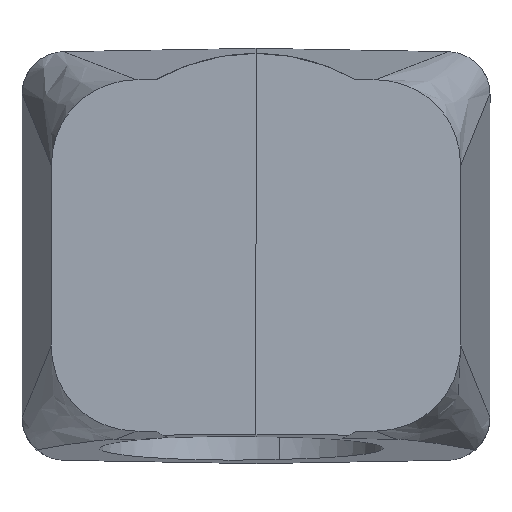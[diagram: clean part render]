
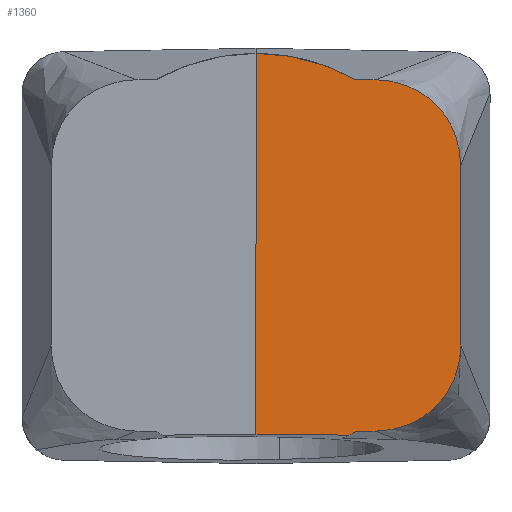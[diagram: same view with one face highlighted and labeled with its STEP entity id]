
A CAD part, top view. The second image highlights one B-rep face of the part: STEP entity #1360.
In plain terms, the highlighted planar face has unit normal (0.018, 0, 1).
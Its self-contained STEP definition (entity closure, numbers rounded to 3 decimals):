
#1149=FACE_OUTER_BOUND('',#1718,.T.);
#1308=ELLIPSE('',#5156,19.003,19.);
#1309=ELLIPSE('',#5158,19.003,19.);
#1360=ADVANCED_FACE('',(#1149),#1526,.F.);
#1526=PLANE('',#5162);
#1718=EDGE_LOOP('',(#2074,#2075,#2076,#2077,#2078,#2079,#2080,#2081,#2082));
#2074=ORIENTED_EDGE('',*,*,#3187,.T.);
#2075=ORIENTED_EDGE('',*,*,#3256,.T.);
#2076=ORIENTED_EDGE('',*,*,#3240,.F.);
#2077=ORIENTED_EDGE('',*,*,#3258,.T.);
#2078=ORIENTED_EDGE('',*,*,#3251,.T.);
#2079=ORIENTED_EDGE('',*,*,#3257,.T.);
#2080=ORIENTED_EDGE('',*,*,#3242,.T.);
#2081=ORIENTED_EDGE('',*,*,#3255,.T.);
#2082=ORIENTED_EDGE('',*,*,#3259,.F.);
#2880=VERTEX_POINT('',#6661);
#2881=VERTEX_POINT('',#6663);
#2924=VERTEX_POINT('',#6777);
#2925=VERTEX_POINT('',#6788);
#2926=VERTEX_POINT('',#6792);
#2928=VERTEX_POINT('',#6795);
#2930=VERTEX_POINT('',#6827);
#2931=VERTEX_POINT('',#6829);
#2933=VERTEX_POINT('',#6844);
#3187=EDGE_CURVE('',#2881,#2880,#4045,.T.);
#3240=EDGE_CURVE('',#2925,#2924,#4072,.T.);
#3242=EDGE_CURVE('',#2928,#2926,#4073,.T.);
#3251=EDGE_CURVE('',#2931,#2930,#4080,.T.);
#3255=EDGE_CURVE('',#2926,#2933,#1308,.T.);
#3256=EDGE_CURVE('',#2880,#2924,#1309,.T.);
#3257=EDGE_CURVE('',#2930,#2928,#3573,.T.);
#3258=EDGE_CURVE('',#2925,#2931,#3574,.T.);
#3259=EDGE_CURVE('',#2881,#2933,#4081,.T.);
#3573=B_SPLINE_CURVE_WITH_KNOTS('',3,(#6849,#6850,#6851,#6852,#6853,#6854,
#6855,#6856,#6857,#6858),.UNSPECIFIED.,.F.,.F.,(4,2,2,2,4),(0.,0.25,0.5,
0.75,1.),.UNSPECIFIED.);
#3574=B_SPLINE_CURVE_WITH_KNOTS('',3,(#6889,#6890,#6891,#6892,#6893,#6894,
#6895,#6896,#6897,#6898),.UNSPECIFIED.,.F.,.F.,(4,2,2,2,4),(0.,0.25,0.5,
0.75,1.),.UNSPECIFIED.);
#4045=LINE('',#6662,#4455);
#4072=LINE('',#6789,#4482);
#4073=LINE('',#6794,#4483);
#4080=LINE('',#6828,#4490);
#4081=LINE('',#6931,#4491);
#4455=VECTOR('',#5549,1.);
#4482=VECTOR('',#5638,1.);
#4483=VECTOR('',#5643,1.);
#4490=VECTOR('',#5658,1.);
#4491=VECTOR('',#5677,1.);
#5156=AXIS2_PLACEMENT_3D('',#6845,#5665,#5666);
#5158=AXIS2_PLACEMENT_3D('',#6847,#5669,#5670);
#5162=AXIS2_PLACEMENT_3D('',#6932,#5678,#5679);
#5549=DIRECTION('',(1.,-0.002,-0.017));
#5638=DIRECTION('',(-1.,-0.014,0.017));
#5643=DIRECTION('',(-1.,0.014,0.017));
#5658=DIRECTION('',(0.,1.,0.));
#5665=DIRECTION('',(0.017,0.,1.));
#5666=DIRECTION('',(1.,0.,-0.017));
#5669=DIRECTION('',(0.017,0.,1.));
#5670=DIRECTION('',(1.,0.,-0.017));
#5677=DIRECTION('',(0.,1.,0.));
#5678=DIRECTION('',(-0.017,0.,-1.));
#5679=DIRECTION('',(0.,1.,0.));
#6661=CARTESIAN_POINT('',(8.721,-16.88,40.848));
#6662=CARTESIAN_POINT('',(0.,-16.867,41.));
#6663=CARTESIAN_POINT('',(0.,-16.867,41.));
#6777=CARTESIAN_POINT('',(9.342,-16.544,40.837));
#6788=CARTESIAN_POINT('',(11.191,-16.518,40.805));
#6789=CARTESIAN_POINT('',(0.,-16.679,41.));
#6792=CARTESIAN_POINT('',(9.342,16.544,40.837));
#6794=CARTESIAN_POINT('',(21.632,16.368,40.622));
#6795=CARTESIAN_POINT('',(11.191,16.518,40.805));
#6827=CARTESIAN_POINT('',(19.238,8.416,40.664));
#6828=CARTESIAN_POINT('',(19.238,-16.679,40.664));
#6829=CARTESIAN_POINT('',(19.238,-8.416,40.664));
#6844=CARTESIAN_POINT('',(0.,19.,41.));
#6845=CARTESIAN_POINT('',(0.,0.,41.));
#6847=CARTESIAN_POINT('',(0.,0.,41.));
#6849=CARTESIAN_POINT('',(19.238,8.416,40.664));
#6850=CARTESIAN_POINT('',(19.238,9.485,40.664));
#6851=CARTESIAN_POINT('',(19.052,10.532,40.667));
#6852=CARTESIAN_POINT('',(18.273,12.515,40.681));
#6853=CARTESIAN_POINT('',(17.69,13.415,40.691));
#6854=CARTESIAN_POINT('',(16.193,14.919,40.717));
#6855=CARTESIAN_POINT('',(15.286,15.511,40.733));
#6856=CARTESIAN_POINT('',(13.324,16.3,40.767));
#6857=CARTESIAN_POINT('',(12.261,16.502,40.786));
#6858=CARTESIAN_POINT('',(11.191,16.518,40.805));
#6889=CARTESIAN_POINT('',(11.191,-16.518,40.805));
#6890=CARTESIAN_POINT('',(12.26,-16.503,40.786));
#6891=CARTESIAN_POINT('',(13.305,-16.305,40.768));
#6892=CARTESIAN_POINT('',(15.283,-15.514,40.733));
#6893=CARTESIAN_POINT('',(16.179,-14.93,40.718));
#6894=CARTESIAN_POINT('',(17.681,-13.428,40.691));
#6895=CARTESIAN_POINT('',(18.27,-12.519,40.681));
#6896=CARTESIAN_POINT('',(19.046,-10.551,40.668));
#6897=CARTESIAN_POINT('',(19.238,-9.486,40.664));
#6898=CARTESIAN_POINT('',(19.238,-8.416,40.664));
#6931=CARTESIAN_POINT('',(0.,-16.679,41.));
#6932=CARTESIAN_POINT('',(0.,-16.679,41.));
